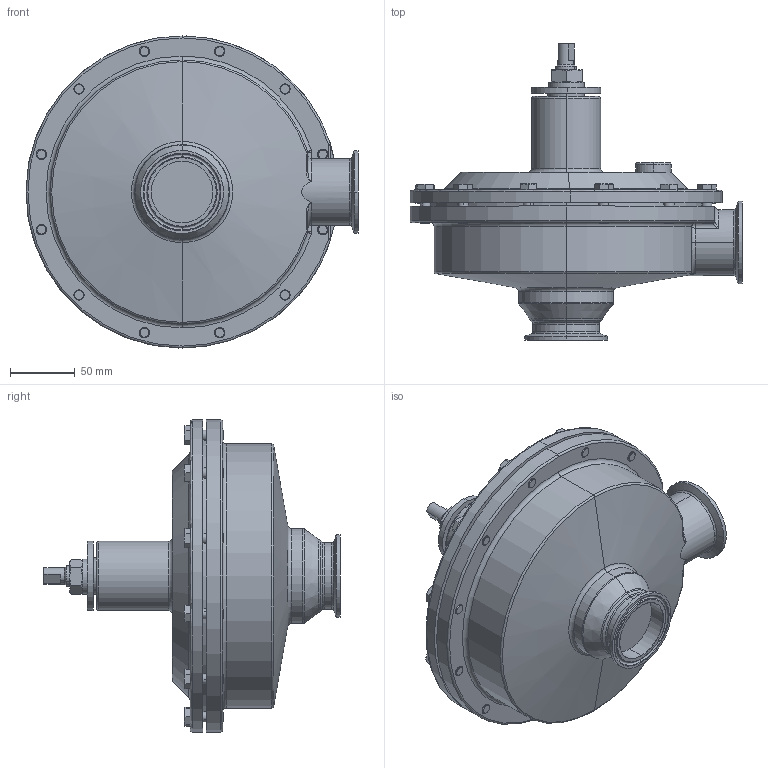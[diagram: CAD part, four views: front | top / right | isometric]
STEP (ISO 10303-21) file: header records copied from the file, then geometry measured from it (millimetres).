
FILE_DESCRIPTION (( 'STEP AP203' ), '1' );
FILE_NAME ('FB6CPM-200-6L.STEP', '2020-07-15T18:00:49', ( '' ), ( '' ), 'SwSTEP 2.0', 'SolidWorks 2018', '' );
FILE_SCHEMA (( 'CONFIG_CONTROL_DESIGN' ));
Length unit declared in the file: inch
Products named in the file (1): FB6CPM-200-6L
Bounding box: 255.85 x 228.27 x 240.54 mm (x, y, z)
Volume: 3112329.6 mm3; surface area: 270256.1 mm2
Topology: 1 solids, 1 shells, 443 faces, 1039 edges, 619 vertices
Faces by surface type: cone 137, plane 134, cylinder 110, torus 50, sphere 6, bspline 6
Entity records: 13930 total; most frequent: CARTESIAN_POINT 3808, DIRECTION 2167, ORIENTED_EDGE 2066, EDGE_CURVE 1033, AXIS2_PLACEMENT_3D 914, VERTEX_POINT 619, EDGE_LOOP 494, CIRCLE 476
